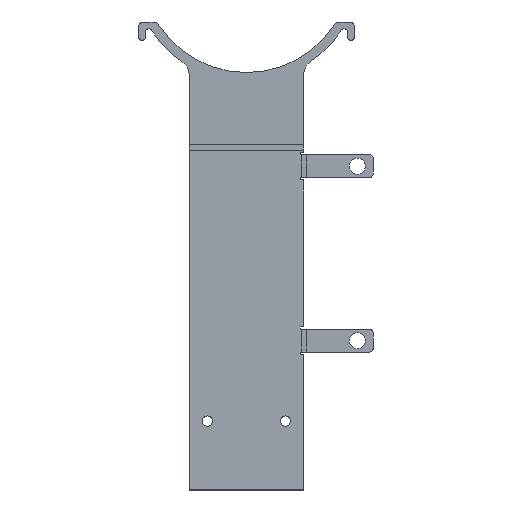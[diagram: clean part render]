
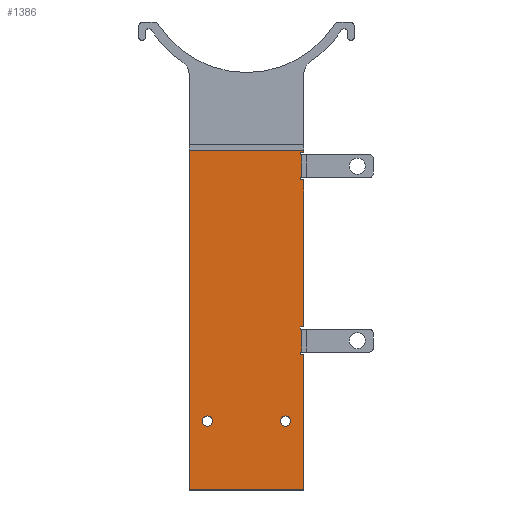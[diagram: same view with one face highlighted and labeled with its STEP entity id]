
A CAD part, top view. The second image highlights one B-rep face of the part: STEP entity #1386.
In plain terms, the highlighted planar face has unit normal (0, 0, 1).
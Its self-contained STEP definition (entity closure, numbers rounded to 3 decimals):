
#21=FACE_BOUND('',#198,.T.);
#22=FACE_BOUND('',#199,.T.);
#56=PLANE('',#1498);
#115=FACE_OUTER_BOUND('',#197,.T.);
#197=EDGE_LOOP('',(#1110,#1111,#1112,#1113,#1114,#1115,#1116,#1117,#1118,
#1119,#1120,#1121,#1122,#1123,#1124,#1125,#1126,#1127,#1128,#1129));
#198=EDGE_LOOP('',(#1130,#1131));
#199=EDGE_LOOP('',(#1132,#1133));
#270=LINE('',#2075,#422);
#278=LINE('',#2091,#430);
#284=LINE('',#2103,#436);
#285=LINE('',#2106,#437);
#288=LINE('',#2112,#440);
#293=LINE('',#2121,#445);
#294=LINE('',#2124,#446);
#297=LINE('',#2130,#449);
#300=LINE('',#2136,#452);
#303=LINE('',#2143,#455);
#307=LINE('',#2150,#459);
#309=LINE('',#2154,#461);
#312=LINE('',#2161,#464);
#316=LINE('',#2168,#468);
#318=LINE('',#2172,#470);
#326=LINE('',#2190,#478);
#327=LINE('',#2193,#479);
#328=LINE('',#2195,#480);
#329=LINE('',#2197,#481);
#330=LINE('',#2198,#482);
#422=VECTOR('',#1669,10.);
#430=VECTOR('',#1685,10.);
#436=VECTOR('',#1697,10.);
#437=VECTOR('',#1700,10.);
#440=VECTOR('',#1705,10.);
#445=VECTOR('',#1712,10.);
#446=VECTOR('',#1715,10.);
#449=VECTOR('',#1720,10.);
#452=VECTOR('',#1725,10.);
#455=VECTOR('',#1730,10.);
#459=VECTOR('',#1736,10.);
#461=VECTOR('',#1740,10.);
#464=VECTOR('',#1745,10.);
#468=VECTOR('',#1751,10.);
#470=VECTOR('',#1755,10.);
#478=VECTOR('',#1771,10.);
#479=VECTOR('',#1774,10.);
#480=VECTOR('',#1775,10.);
#481=VECTOR('',#1776,10.);
#482=VECTOR('',#1777,10.);
#556=CIRCLE('',#1499,2.25);
#557=CIRCLE('',#1500,2.25);
#558=CIRCLE('',#1501,2.25);
#559=CIRCLE('',#1502,2.25);
#620=VERTEX_POINT('',#2067);
#622=VERTEX_POINT('',#2073);
#624=VERTEX_POINT('',#2083);
#626=VERTEX_POINT('',#2089);
#629=VERTEX_POINT('',#2101);
#630=VERTEX_POINT('',#2105);
#632=VERTEX_POINT('',#2111);
#635=VERTEX_POINT('',#2119);
#636=VERTEX_POINT('',#2123);
#638=VERTEX_POINT('',#2129);
#640=VERTEX_POINT('',#2135);
#642=VERTEX_POINT('',#2141);
#643=VERTEX_POINT('',#2142);
#646=VERTEX_POINT('',#2153);
#648=VERTEX_POINT('',#2159);
#649=VERTEX_POINT('',#2160);
#652=VERTEX_POINT('',#2171);
#659=VERTEX_POINT('',#2192);
#660=VERTEX_POINT('',#2194);
#661=VERTEX_POINT('',#2196);
#662=VERTEX_POINT('',#2199);
#663=VERTEX_POINT('',#2200);
#664=VERTEX_POINT('',#2203);
#665=VERTEX_POINT('',#2204);
#766=EDGE_CURVE('',#620,#622,#270,.T.);
#774=EDGE_CURVE('',#624,#626,#278,.T.);
#780=EDGE_CURVE('',#622,#629,#284,.T.);
#781=EDGE_CURVE('',#629,#630,#285,.T.);
#784=EDGE_CURVE('',#630,#632,#288,.T.);
#789=EDGE_CURVE('',#626,#635,#293,.T.);
#790=EDGE_CURVE('',#635,#636,#294,.T.);
#793=EDGE_CURVE('',#636,#638,#297,.T.);
#796=EDGE_CURVE('',#640,#624,#300,.T.);
#799=EDGE_CURVE('',#642,#643,#303,.T.);
#803=EDGE_CURVE('',#643,#640,#307,.T.);
#805=EDGE_CURVE('',#646,#620,#309,.T.);
#808=EDGE_CURVE('',#648,#649,#312,.T.);
#812=EDGE_CURVE('',#649,#646,#316,.T.);
#814=EDGE_CURVE('',#642,#652,#318,.T.);
#824=EDGE_CURVE('',#648,#638,#326,.T.);
#825=EDGE_CURVE('',#659,#632,#327,.T.);
#826=EDGE_CURVE('',#659,#660,#328,.T.);
#827=EDGE_CURVE('',#661,#660,#329,.T.);
#828=EDGE_CURVE('',#652,#661,#330,.T.);
#829=EDGE_CURVE('',#662,#663,#556,.T.);
#830=EDGE_CURVE('',#663,#662,#557,.T.);
#831=EDGE_CURVE('',#664,#665,#558,.T.);
#832=EDGE_CURVE('',#665,#664,#559,.T.);
#1110=ORIENTED_EDGE('',*,*,#784,.T.);
#1111=ORIENTED_EDGE('',*,*,#825,.F.);
#1112=ORIENTED_EDGE('',*,*,#826,.T.);
#1113=ORIENTED_EDGE('',*,*,#827,.F.);
#1114=ORIENTED_EDGE('',*,*,#828,.F.);
#1115=ORIENTED_EDGE('',*,*,#814,.F.);
#1116=ORIENTED_EDGE('',*,*,#799,.T.);
#1117=ORIENTED_EDGE('',*,*,#803,.T.);
#1118=ORIENTED_EDGE('',*,*,#796,.T.);
#1119=ORIENTED_EDGE('',*,*,#774,.T.);
#1120=ORIENTED_EDGE('',*,*,#789,.T.);
#1121=ORIENTED_EDGE('',*,*,#790,.T.);
#1122=ORIENTED_EDGE('',*,*,#793,.T.);
#1123=ORIENTED_EDGE('',*,*,#824,.F.);
#1124=ORIENTED_EDGE('',*,*,#808,.T.);
#1125=ORIENTED_EDGE('',*,*,#812,.T.);
#1126=ORIENTED_EDGE('',*,*,#805,.T.);
#1127=ORIENTED_EDGE('',*,*,#766,.T.);
#1128=ORIENTED_EDGE('',*,*,#780,.T.);
#1129=ORIENTED_EDGE('',*,*,#781,.T.);
#1130=ORIENTED_EDGE('',*,*,#829,.T.);
#1131=ORIENTED_EDGE('',*,*,#830,.T.);
#1132=ORIENTED_EDGE('',*,*,#831,.T.);
#1133=ORIENTED_EDGE('',*,*,#832,.T.);
#1386=ADVANCED_FACE('',(#115,#21,#22),#56,.T.);
#1498=AXIS2_PLACEMENT_3D('',#2191,#1772,#1773);
#1499=AXIS2_PLACEMENT_3D('',#2201,#1778,#1779);
#1500=AXIS2_PLACEMENT_3D('',#2202,#1780,#1781);
#1501=AXIS2_PLACEMENT_3D('',#2205,#1782,#1783);
#1502=AXIS2_PLACEMENT_3D('',#2206,#1784,#1785);
#1669=DIRECTION('',(0.,1.,0.));
#1685=DIRECTION('',(0.,1.,0.));
#1697=DIRECTION('',(-1.,0.,0.));
#1700=DIRECTION('',(0.,1.,0.));
#1705=DIRECTION('',(1.,0.,0.));
#1712=DIRECTION('',(-1.,0.,0.));
#1715=DIRECTION('',(0.,1.,0.));
#1720=DIRECTION('',(1.,0.,0.));
#1725=DIRECTION('',(1.,0.,0.));
#1730=DIRECTION('',(-1.,0.,0.));
#1736=DIRECTION('',(0.,1.,0.));
#1740=DIRECTION('',(1.,0.,0.));
#1745=DIRECTION('',(-1.,0.,0.));
#1751=DIRECTION('',(0.,1.,0.));
#1755=DIRECTION('',(0.,-1.,0.));
#1771=DIRECTION('',(0.,-1.,0.));
#1772=DIRECTION('center_axis',(0.,0.,1.));
#1773=DIRECTION('ref_axis',(1.,0.,0.));
#1774=DIRECTION('',(0.,-1.,0.));
#1775=DIRECTION('',(-1.,0.,0.));
#1776=DIRECTION('',(0.,1.,0.));
#1777=DIRECTION('',(-1.,0.,0.));
#1778=DIRECTION('center_axis',(0.,0.,-1.));
#1779=DIRECTION('ref_axis',(1.,0.,0.));
#1780=DIRECTION('center_axis',(0.,0.,-1.));
#1781=DIRECTION('ref_axis',(1.,0.,0.));
#1782=DIRECTION('center_axis',(0.,0.,-1.));
#1783=DIRECTION('ref_axis',(1.,0.,0.));
#1784=DIRECTION('center_axis',(0.,0.,-1.));
#1785=DIRECTION('ref_axis',(1.,0.,0.));
#2067=CARTESIAN_POINT('',(49.,136.,1.));
#2073=CARTESIAN_POINT('',(49.,146.,1.));
#2075=CARTESIAN_POINT('',(49.,110.5,1.));
#2083=CARTESIAN_POINT('',(49.,60.,1.));
#2089=CARTESIAN_POINT('',(49.,70.,1.));
#2091=CARTESIAN_POINT('',(49.,72.5,1.));
#2101=CARTESIAN_POINT('',(48.5,146.,1.));
#2103=CARTESIAN_POINT('',(37.5,146.,1.));
#2105=CARTESIAN_POINT('',(48.5,147.,1.));
#2106=CARTESIAN_POINT('',(48.5,110.5,1.));
#2111=CARTESIAN_POINT('',(50.,147.,1.));
#2112=CARTESIAN_POINT('',(36.75,147.,1.));
#2119=CARTESIAN_POINT('',(48.5,70.,1.));
#2121=CARTESIAN_POINT('',(37.5,70.,1.));
#2123=CARTESIAN_POINT('',(48.5,71.,1.));
#2124=CARTESIAN_POINT('',(48.5,72.5,1.));
#2129=CARTESIAN_POINT('',(50.,71.,1.));
#2130=CARTESIAN_POINT('',(36.75,71.,1.));
#2135=CARTESIAN_POINT('',(48.5,60.,1.));
#2136=CARTESIAN_POINT('',(36.75,60.,1.));
#2141=CARTESIAN_POINT('',(50.,59.,1.));
#2142=CARTESIAN_POINT('',(48.5,59.,1.));
#2143=CARTESIAN_POINT('',(37.5,59.,1.));
#2150=CARTESIAN_POINT('',(48.5,67.,1.));
#2153=CARTESIAN_POINT('',(48.5,136.,1.));
#2154=CARTESIAN_POINT('',(36.75,136.,1.));
#2159=CARTESIAN_POINT('',(50.,135.,1.));
#2160=CARTESIAN_POINT('',(48.5,135.,1.));
#2161=CARTESIAN_POINT('',(37.5,135.,1.));
#2168=CARTESIAN_POINT('',(48.5,105.,1.));
#2171=CARTESIAN_POINT('',(50.,0.,1.));
#2172=CARTESIAN_POINT('',(50.,0.,1.));
#2190=CARTESIAN_POINT('',(50.,0.,1.));
#2191=CARTESIAN_POINT('Origin',(25.,75.,1.));
#2192=CARTESIAN_POINT('',(50.,148.,1.));
#2193=CARTESIAN_POINT('',(50.,0.,1.));
#2194=CARTESIAN_POINT('',(0.,148.,1.));
#2195=CARTESIAN_POINT('',(37.5,148.,1.));
#2196=CARTESIAN_POINT('',(0.,0.,1.));
#2197=CARTESIAN_POINT('',(0.,150.,1.));
#2198=CARTESIAN_POINT('',(0.,0.,1.));
#2199=CARTESIAN_POINT('',(44.25,30.,1.));
#2200=CARTESIAN_POINT('',(39.75,30.,1.));
#2201=CARTESIAN_POINT('Origin',(42.,30.,1.));
#2202=CARTESIAN_POINT('Origin',(42.,30.,1.));
#2203=CARTESIAN_POINT('',(10.25,30.,1.));
#2204=CARTESIAN_POINT('',(5.75,30.,1.));
#2205=CARTESIAN_POINT('Origin',(8.,30.,1.));
#2206=CARTESIAN_POINT('Origin',(8.,30.,1.));
